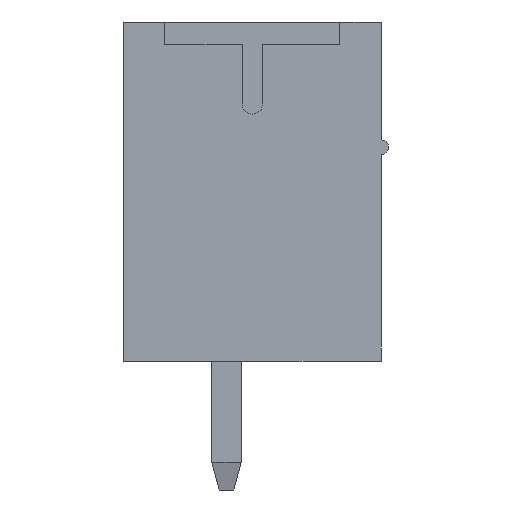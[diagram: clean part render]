
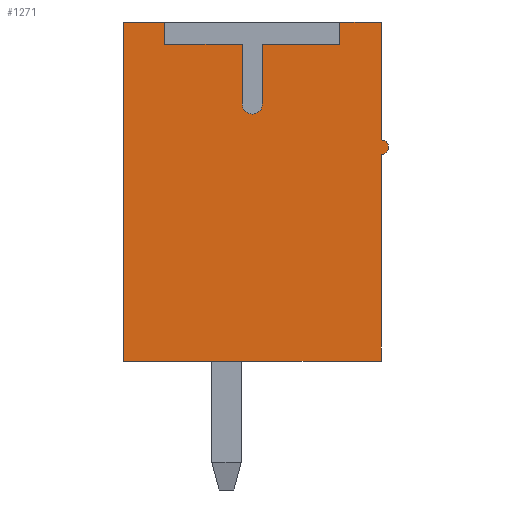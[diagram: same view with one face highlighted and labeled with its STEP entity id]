
A CAD part, left-side view. The second image highlights one B-rep face of the part: STEP entity #1271.
In plain terms, the highlighted planar face has unit normal (-1, 0, 0).
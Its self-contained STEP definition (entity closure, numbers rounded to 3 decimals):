
#1271 = ADVANCED_FACE( '', ( #2634 ), #2635, .F. );
#2634 = FACE_OUTER_BOUND( '', #4102, .T. );
#2635 = PLANE( '', #4103 );
#4102 = EDGE_LOOP( '', ( #7733, #7734, #7735, #7736, #7737, #7738, #7739, #7740, #7741, #7742, #7743, #7744, #7745, #7746 ) );
#4103 = AXIS2_PLACEMENT_3D( '', #7747, #7748, #7749 );
#7733 = ORIENTED_EDGE( '', *, *, #10559, .T. );
#7734 = ORIENTED_EDGE( '', *, *, #9364, .T. );
#7735 = ORIENTED_EDGE( '', *, *, #9602, .T. );
#7736 = ORIENTED_EDGE( '', *, *, #9021, .T. );
#7737 = ORIENTED_EDGE( '', *, *, #9538, .T. );
#7738 = ORIENTED_EDGE( '', *, *, #10560, .T. );
#7739 = ORIENTED_EDGE( '', *, *, #10561, .T. );
#7740 = ORIENTED_EDGE( '', *, *, #9967, .T. );
#7741 = ORIENTED_EDGE( '', *, *, #9580, .T. );
#7742 = ORIENTED_EDGE( '', *, *, #9372, .T. );
#7743 = ORIENTED_EDGE( '', *, *, #10470, .T. );
#7744 = ORIENTED_EDGE( '', *, *, #10538, .T. );
#7745 = ORIENTED_EDGE( '', *, *, #9962, .T. );
#7746 = ORIENTED_EDGE( '', *, *, #10385, .T. );
#7747 = CARTESIAN_POINT( '', ( -19.495, 0., 2.375 ) );
#7748 = DIRECTION( '', ( 1., 0., 0. ) );
#7749 = DIRECTION( '', ( 0., 0., -1. ) );
#9021 = EDGE_CURVE( '', #10796, #10794, #10797, .T. );
#9364 = EDGE_CURVE( '', #11404, #11401, #11405, .T. );
#9372 = EDGE_CURVE( '', #11420, #11418, #11421, .T. );
#9538 = EDGE_CURVE( '', #10794, #11717, #11719, .T. );
#9580 = EDGE_CURVE( '', #11789, #11420, #11790, .T. );
#9602 = EDGE_CURVE( '', #11401, #10796, #11820, .T. );
#9962 = EDGE_CURVE( '', #12378, #12379, #12380, .T. );
#9967 = EDGE_CURVE( '', #12386, #11789, #12387, .T. );
#10385 = EDGE_CURVE( '', #12379, #12968, #12969, .F. );
#10470 = EDGE_CURVE( '', #11418, #13074, #13075, .T. );
#10538 = EDGE_CURVE( '', #13074, #12378, #13158, .T. );
#10559 = EDGE_CURVE( '', #12968, #11404, #13183, .T. );
#10560 = EDGE_CURVE( '', #11717, #13184, #13185, .T. );
#10561 = EDGE_CURVE( '', #13184, #12386, #13186, .T. );
#10794 = VERTEX_POINT( '', #13437 );
#10796 = VERTEX_POINT( '', #13440 );
#10797 = LINE( '', #13441, #13442 );
#11401 = VERTEX_POINT( '', #14298 );
#11404 = VERTEX_POINT( '', #14302 );
#11405 = LINE( '', #14303, #14304 );
#11418 = VERTEX_POINT( '', #14323 );
#11420 = VERTEX_POINT( '', #14326 );
#11421 = LINE( '', #14327, #14328 );
#11717 = VERTEX_POINT( '', #14768 );
#11719 = LINE( '', #14771, #14772 );
#11789 = VERTEX_POINT( '', #14876 );
#11790 = LINE( '', #14877, #14878 );
#11820 = LINE( '', #14922, #14923 );
#12378 = VERTEX_POINT( '', #15746 );
#12379 = VERTEX_POINT( '', #15747 );
#12380 = LINE( '', #15748, #15749 );
#12386 = VERTEX_POINT( '', #15758 );
#12387 = LINE( '', #15759, #15760 );
#12968 = VERTEX_POINT( '', #16630 );
#12969 = CIRCLE( '', #16631, 0.2 );
#13074 = VERTEX_POINT( '', #16792 );
#13075 = LINE( '', #16793, #16794 );
#13158 = LINE( '', #16929, #16930 );
#13183 = LINE( '', #16970, #16971 );
#13184 = VERTEX_POINT( '', #16972 );
#13185 = CIRCLE( '', #16973, 0.275 );
#13186 = LINE( '', #16974, #16975 );
#13437 = CARTESIAN_POINT( '', ( -19.495, -0.275, 4. ) );
#13440 = CARTESIAN_POINT( '', ( -19.495, -2.375, 4. ) );
#13441 = CARTESIAN_POINT( '', ( -19.495, -2.375, 4. ) );
#13442 = VECTOR( '', #17304, 1000. );
#14298 = CARTESIAN_POINT( '', ( -19.495, -2.375, 4.6 ) );
#14302 = CARTESIAN_POINT( '', ( -19.495, -3.5, 4.6 ) );
#14303 = CARTESIAN_POINT( '', ( -19.495, -3.871, 4.6 ) );
#14304 = VECTOR( '', #17624, 1000. );
#14323 = CARTESIAN_POINT( '', ( -19.495, 3.5, 4.6 ) );
#14326 = CARTESIAN_POINT( '', ( -19.495, 2.375, 4.6 ) );
#14327 = CARTESIAN_POINT( '', ( -19.495, 2.375, 4.6 ) );
#14328 = VECTOR( '', #17632, 1000. );
#14768 = CARTESIAN_POINT( '', ( -19.495, -0.275, 2.375 ) );
#14771 = CARTESIAN_POINT( '', ( -19.495, -0.275, 4. ) );
#14772 = VECTOR( '', #17811, 1000. );
#14876 = CARTESIAN_POINT( '', ( -19.495, 2.375, 4. ) );
#14877 = CARTESIAN_POINT( '', ( -19.495, 2.375, 4. ) );
#14878 = VECTOR( '', #17846, 1000. );
#14922 = CARTESIAN_POINT( '', ( -19.495, -2.375, 4.6 ) );
#14923 = VECTOR( '', #17864, 1000. );
#15746 = CARTESIAN_POINT( '', ( -19.495, -3.5, -4.6 ) );
#15747 = CARTESIAN_POINT( '', ( -19.495, -3.5, 1. ) );
#15748 = CARTESIAN_POINT( '', ( -19.495, -3.5, -4.6 ) );
#15749 = VECTOR( '', #18184, 1000. );
#15758 = CARTESIAN_POINT( '', ( -19.495, 0.275, 4. ) );
#15759 = CARTESIAN_POINT( '', ( -19.495, 0.275, 4. ) );
#15760 = VECTOR( '', #18188, 1000. );
#16630 = CARTESIAN_POINT( '', ( -19.495, -3.5, 1.4 ) );
#16631 = AXIS2_PLACEMENT_3D( '', #18517, #18518, #18519 );
#16792 = CARTESIAN_POINT( '', ( -19.495, 3.5, -4.6 ) );
#16793 = CARTESIAN_POINT( '', ( -19.495, 3.5, 4.6 ) );
#16794 = VECTOR( '', #18579, 1000. );
#16929 = CARTESIAN_POINT( '', ( -19.495, 3.5, -4.6 ) );
#16930 = VECTOR( '', #18632, 1000. );
#16970 = CARTESIAN_POINT( '', ( -19.495, -3.5, 1.4 ) );
#16971 = VECTOR( '', #18648, 1000. );
#16972 = CARTESIAN_POINT( '', ( -19.495, 0.275, 2.375 ) );
#16973 = AXIS2_PLACEMENT_3D( '', #18649, #18650, #18651 );
#16974 = CARTESIAN_POINT( '', ( -19.495, 0.275, 2.375 ) );
#16975 = VECTOR( '', #18652, 1000. );
#17304 = DIRECTION( '', ( 0., 1., 0. ) );
#17624 = DIRECTION( '', ( 0., 1., 0. ) );
#17632 = DIRECTION( '', ( 0., 1., 0. ) );
#17811 = DIRECTION( '', ( 0., 0., -1. ) );
#17846 = DIRECTION( '', ( 0., 0., 1. ) );
#17864 = DIRECTION( '', ( 0., 0., -1. ) );
#18184 = DIRECTION( '', ( 0., 0., 1. ) );
#18188 = DIRECTION( '', ( 0., 1., 0. ) );
#18517 = CARTESIAN_POINT( '', ( -19.495, -3.5, 1.2 ) );
#18518 = DIRECTION( '', ( 1., 0., 0. ) );
#18519 = DIRECTION( '', ( 0., 0., -1. ) );
#18579 = DIRECTION( '', ( 0., 0., -1. ) );
#18632 = DIRECTION( '', ( 0., -1., 0. ) );
#18648 = DIRECTION( '', ( 0., 0., 1. ) );
#18649 = CARTESIAN_POINT( '', ( -19.495, 0., 2.375 ) );
#18650 = DIRECTION( '', ( 1., 0., 0. ) );
#18651 = DIRECTION( '', ( 0., -1., 0. ) );
#18652 = DIRECTION( '', ( 0., 0., 1. ) );
